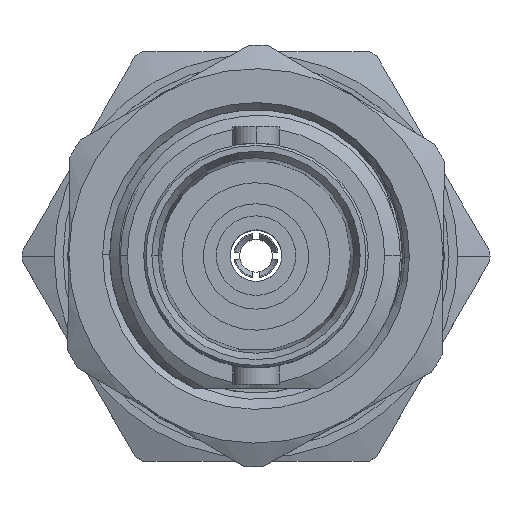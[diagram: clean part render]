
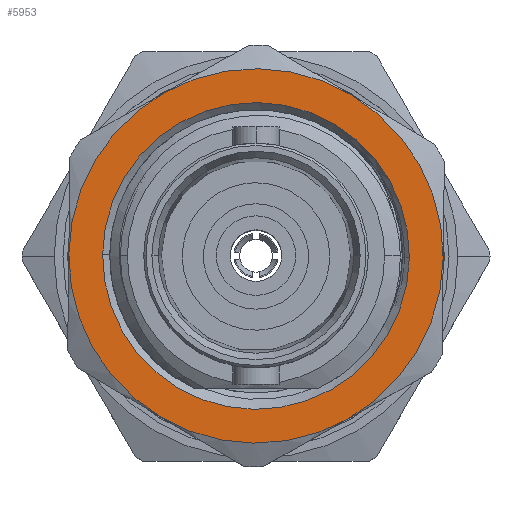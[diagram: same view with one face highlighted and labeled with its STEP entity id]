
A CAD part, top view. The second image highlights one B-rep face of the part: STEP entity #5953.
In plain terms, the highlighted planar face has unit normal (0, 0, 1).
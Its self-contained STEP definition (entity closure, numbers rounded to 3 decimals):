
#94 = EDGE_CURVE ( 'NONE', #13530, #14360, #1180, .T. ) ;
#510 = VERTEX_POINT ( 'NONE', #6817 ) ;
#517 = EDGE_CURVE ( 'NONE', #14079, #510, #12760, .T. ) ;
#573 = CARTESIAN_POINT ( 'NONE',  ( 0., 0., 23.193 ) ) ;
#1180 = CIRCLE ( 'NONE', #4383, 8. ) ;
#1946 = FACE_OUTER_BOUND ( 'NONE', #13076, .T. ) ;
#1966 = CARTESIAN_POINT ( 'NONE',  ( 0., 0., 23.193 ) ) ;
#2081 = DIRECTION ( 'NONE',  ( 0., 0., 1. ) ) ;
#2114 = DIRECTION ( 'NONE',  ( 0., 0., 1. ) ) ;
#2341 = ORIENTED_EDGE ( 'NONE', *, *, #4539, .T. ) ;
#2343 = DIRECTION ( 'NONE',  ( 0., 0., 1. ) ) ;
#2665 = AXIS2_PLACEMENT_3D ( 'NONE', #13765, #12296, #8902 ) ;
#2859 = EDGE_CURVE ( 'NONE', #13859, #10545, #12837, .T. ) ;
#3188 = EDGE_CURVE ( 'NONE', #10545, #13859, #4948, .T. ) ;
#3250 = DIRECTION ( 'NONE',  ( 0., 0., 1. ) ) ;
#3502 = CARTESIAN_POINT ( 'NONE',  ( 0., 0., 23.193 ) ) ;
#3504 = AXIS2_PLACEMENT_3D ( 'NONE', #7948, #13748, #12657 ) ;
#3539 = AXIS2_PLACEMENT_3D ( 'NONE', #573, #5281, #4498 ) ;
#3602 = CARTESIAN_POINT ( 'NONE',  ( 0., 0., 23.193 ) ) ;
#3862 = ORIENTED_EDGE ( 'NONE', *, *, #2859, .T. ) ;
#4383 = AXIS2_PLACEMENT_3D ( 'NONE', #12585, #2081, #15213 ) ;
#4498 = DIRECTION ( 'NONE',  ( 1., -0.012, 0. ) ) ;
#4539 = EDGE_CURVE ( 'NONE', #510, #7106, #9926, .T. ) ;
#4655 = CARTESIAN_POINT ( 'NONE',  ( 7.999, -0.096, 23.193 ) ) ;
#4835 = DIRECTION ( 'NONE',  ( 0., 0., -1. ) ) ;
#4948 = CIRCLE ( 'NONE', #5937, 6.555 ) ;
#5126 = CIRCLE ( 'NONE', #2665, 8. ) ;
#5281 = DIRECTION ( 'NONE',  ( 0., 0., 1. ) ) ;
#5534 = DIRECTION ( 'NONE',  ( 0., 0., -1. ) ) ;
#5937 = AXIS2_PLACEMENT_3D ( 'NONE', #10253, #5534, #14737 ) ;
#5953 = ADVANCED_FACE ( 'NONE', ( #12674, #1946 ), #6649, .T. ) ;
#5983 = ORIENTED_EDGE ( 'NONE', *, *, #11133, .T. ) ;
#6201 = AXIS2_PLACEMENT_3D ( 'NONE', #3502, #2343, #7119 ) ;
#6649 = PLANE ( 'NONE',  #8892 ) ;
#6817 = CARTESIAN_POINT ( 'NONE',  ( 4.083, 6.879, 23.193 ) ) ;
#6929 = CARTESIAN_POINT ( 'NONE',  ( 6.555, -0.079, 23.193 ) ) ;
#7015 = VERTEX_POINT ( 'NONE', #11398 ) ;
#7106 = VERTEX_POINT ( 'NONE', #8984 ) ;
#7119 = DIRECTION ( 'NONE',  ( 1., -0.012, 0. ) ) ;
#7806 = ORIENTED_EDGE ( 'NONE', *, *, #517, .T. ) ;
#7831 = EDGE_CURVE ( 'NONE', #7106, #13530, #13118, .T. ) ;
#7909 = DIRECTION ( 'NONE',  ( 1., -0.012, 0. ) ) ;
#7948 = CARTESIAN_POINT ( 'NONE',  ( 0., 0., 23.193 ) ) ;
#8155 = AXIS2_PLACEMENT_3D ( 'NONE', #3602, #4835, #8319 ) ;
#8319 = DIRECTION ( 'NONE',  ( 1., -0.012, 0. ) ) ;
#8554 = CARTESIAN_POINT ( 'NONE',  ( -6.555, 0.079, 23.193 ) ) ;
#8892 = AXIS2_PLACEMENT_3D ( 'NONE', #12449, #3250, #11371 ) ;
#8902 = DIRECTION ( 'NONE',  ( 1., -0.012, 0. ) ) ;
#8984 = CARTESIAN_POINT ( 'NONE',  ( -3.916, 6.976, 23.193 ) ) ;
#9106 = ORIENTED_EDGE ( 'NONE', *, *, #94, .T. ) ;
#9317 = AXIS2_PLACEMENT_3D ( 'NONE', #1966, #2114, #7909 ) ;
#9926 = CIRCLE ( 'NONE', #6201, 8. ) ;
#10253 = CARTESIAN_POINT ( 'NONE',  ( 0., 0., 23.193 ) ) ;
#10545 = VERTEX_POINT ( 'NONE', #8554 ) ;
#11133 = EDGE_CURVE ( 'NONE', #7015, #14079, #14906, .T. ) ;
#11371 = DIRECTION ( 'NONE',  ( 1., -0.012, 0. ) ) ;
#11398 = CARTESIAN_POINT ( 'NONE',  ( 3.916, -6.976, 23.193 ) ) ;
#12154 = EDGE_LOOP ( 'NONE', ( #3862, #14568 ) ) ;
#12296 = DIRECTION ( 'NONE',  ( 0., 0., 1. ) ) ;
#12438 = ORIENTED_EDGE ( 'NONE', *, *, #7831, .T. ) ;
#12449 = CARTESIAN_POINT ( 'NONE',  ( 0., 0., 23.193 ) ) ;
#12501 = CARTESIAN_POINT ( 'NONE',  ( -7.999, 0.096, 23.193 ) ) ;
#12585 = CARTESIAN_POINT ( 'NONE',  ( 0., 0., 23.193 ) ) ;
#12657 = DIRECTION ( 'NONE',  ( 1., -0.012, 0. ) ) ;
#12674 = FACE_BOUND ( 'NONE', #12154, .T. ) ;
#12760 = CIRCLE ( 'NONE', #9317, 8. ) ;
#12837 = CIRCLE ( 'NONE', #8155, 6.555 ) ;
#13076 = EDGE_LOOP ( 'NONE', ( #5983, #7806, #2341, #12438, #9106, #13607 ) ) ;
#13118 = CIRCLE ( 'NONE', #3504, 8. ) ;
#13404 = CARTESIAN_POINT ( 'NONE',  ( -4.083, -6.879, 23.193 ) ) ;
#13530 = VERTEX_POINT ( 'NONE', #12501 ) ;
#13607 = ORIENTED_EDGE ( 'NONE', *, *, #15220, .T. ) ;
#13748 = DIRECTION ( 'NONE',  ( 0., 0., 1. ) ) ;
#13765 = CARTESIAN_POINT ( 'NONE',  ( 0., 0., 23.193 ) ) ;
#13859 = VERTEX_POINT ( 'NONE', #6929 ) ;
#14079 = VERTEX_POINT ( 'NONE', #4655 ) ;
#14360 = VERTEX_POINT ( 'NONE', #13404 ) ;
#14568 = ORIENTED_EDGE ( 'NONE', *, *, #3188, .T. ) ;
#14737 = DIRECTION ( 'NONE',  ( 1., -0.012, 0. ) ) ;
#14906 = CIRCLE ( 'NONE', #3539, 8. ) ;
#15213 = DIRECTION ( 'NONE',  ( 1., -0.012, 0. ) ) ;
#15220 = EDGE_CURVE ( 'NONE', #14360, #7015, #5126, .T. ) ;
